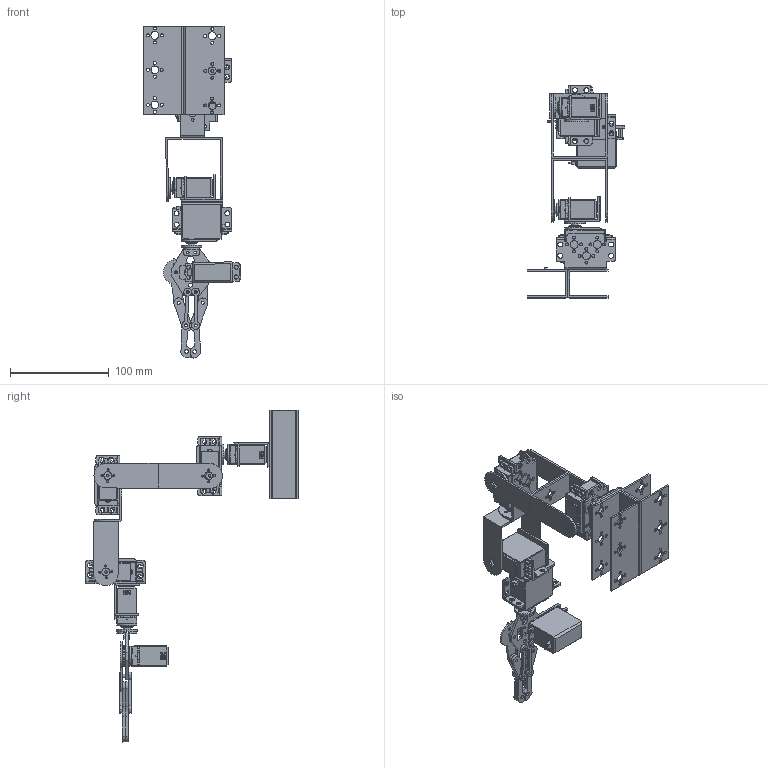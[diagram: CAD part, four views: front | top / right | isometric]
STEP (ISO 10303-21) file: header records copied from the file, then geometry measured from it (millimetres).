
FILE_DESCRIPTION (( 'STEP AP203' ), '1' );
FILE_NAME ('Assem1.STEP', '2019-08-15T04:44:30', ( '' ), ( '' ), 'SwSTEP 2.0', 'SolidWorks 2018', '' );
FILE_SCHEMA (( 'CONFIG_CONTROL_DESIGN' ));
Length unit declared in the file: millimetre
Products named in the file (15): Disk; Part3; 6dof_link1; Assem1; 6dof_holder; Part2; 6dof_extra_part; 6dof_gear_link_small_hole; Servo Motor MG996R (Edited); 6dof_gear_link; Part4; 6dof_VR_robot; gear_link_holder; gripper_new_base; Part1
Assembly tree (41 placements, depth 3):
  Assem1
    Part1  x2
    Part2
    Part3  x5
    Part4  x3
    Disk  x6
    Servo Motor MG996R (Edited)  x5
    6dof_VR_robot
      gripper_new_base
      6dof_gear_link
      6dof_holder  x4
      6dof_link1  x4
      6dof_extra_part  x2
      6dof_gear_link_small_hole
      gear_link_holder  x3
      Disk
      Servo Motor MG996R (Edited)
Bounding box: 99.13 x 215.06 x 336.31 mm (x, y, z)
Volume: 308883.5 mm3; surface area: 171921.8 mm2
Topology: 62 solids, 62 shells, 2130 faces, 5732 edges, 3738 vertices
Faces by surface type: cylinder 1258, plane 788, torus 48, bspline 36
Entity records: 23181 total; most frequent: DIRECTION 3808, CARTESIAN_POINT 3721, ORIENTED_EDGE 3414, EDGE_CURVE 1707, AXIS2_PLACEMENT_3D 1458, VERTEX_POINT 1127, VECTOR 892, LINE 892
